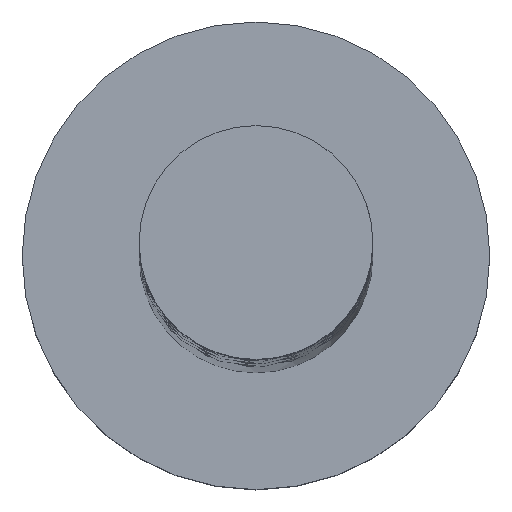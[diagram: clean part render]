
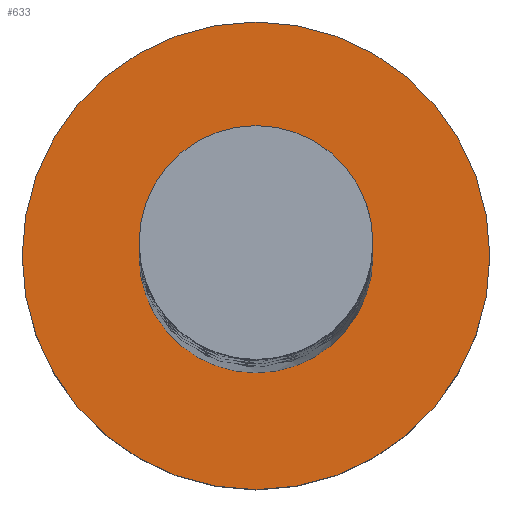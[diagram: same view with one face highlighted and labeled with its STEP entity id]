
A CAD part, top view. The second image highlights one B-rep face of the part: STEP entity #633.
In plain terms, the highlighted planar face has unit normal (0, 0, 1).
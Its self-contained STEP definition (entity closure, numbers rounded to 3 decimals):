
#2 = EDGE_LOOP ( 'NONE', ( #200, #744 ) ) ;
#24 = CARTESIAN_POINT ( 'NONE',  ( 0., 0., 3. ) ) ;
#28 = ORIENTED_EDGE ( 'NONE', *, *, #1303, .F. ) ;
#116 = CARTESIAN_POINT ( 'NONE',  ( 0., 0., 3. ) ) ;
#143 = CIRCLE ( 'NONE', #1073, 4. ) ;
#200 = ORIENTED_EDGE ( 'NONE', *, *, #1180, .T. ) ;
#225 = AXIS2_PLACEMENT_3D ( 'NONE', #1438, #415, #1570 ) ;
#229 = DIRECTION ( 'NONE',  ( 0., 0., 1. ) ) ;
#263 = VERTEX_POINT ( 'NONE', #1281 ) ;
#275 = ORIENTED_EDGE ( 'NONE', *, *, #578, .F. ) ;
#296 = FACE_BOUND ( 'NONE', #658, .T. ) ;
#303 = DIRECTION ( 'NONE',  ( 0., 0., 1. ) ) ;
#347 = DIRECTION ( 'NONE',  ( 1., 0., 0. ) ) ;
#415 = DIRECTION ( 'NONE',  ( 0., 0., 1. ) ) ;
#417 = CARTESIAN_POINT ( 'NONE',  ( -2., 0., 3. ) ) ;
#424 = DIRECTION ( 'NONE',  ( 1., 0., 0. ) ) ;
#462 = CIRCLE ( 'NONE', #565, 2. ) ;
#497 = AXIS2_PLACEMENT_3D ( 'NONE', #116, #229, #1251 ) ;
#498 = DIRECTION ( 'NONE',  ( 0., 0., 1. ) ) ;
#535 = DIRECTION ( 'NONE',  ( 0., 0., 1. ) ) ;
#565 = AXIS2_PLACEMENT_3D ( 'NONE', #1135, #498, #347 ) ;
#578 = EDGE_CURVE ( 'NONE', #866, #1122, #1562, .T. ) ;
#633 = ADVANCED_FACE ( 'NONE', ( #296, #1313 ), #1072, .T. ) ;
#658 = EDGE_LOOP ( 'NONE', ( #275, #28 ) ) ;
#682 = DIRECTION ( 'NONE',  ( 1., 0., 0. ) ) ;
#744 = ORIENTED_EDGE ( 'NONE', *, *, #1410, .T. ) ;
#866 = VERTEX_POINT ( 'NONE', #417 ) ;
#1004 = CARTESIAN_POINT ( 'NONE',  ( -4., 0., 3. ) ) ;
#1072 = PLANE ( 'NONE',  #1213 ) ;
#1073 = AXIS2_PLACEMENT_3D ( 'NONE', #24, #535, #682 ) ;
#1078 = CARTESIAN_POINT ( 'NONE',  ( 2., 0., 3. ) ) ;
#1122 = VERTEX_POINT ( 'NONE', #1078 ) ;
#1135 = CARTESIAN_POINT ( 'NONE',  ( 0., 0., 3. ) ) ;
#1180 = EDGE_CURVE ( 'NONE', #1407, #263, #143, .T. ) ;
#1213 = AXIS2_PLACEMENT_3D ( 'NONE', #1593, #303, #424 ) ;
#1251 = DIRECTION ( 'NONE',  ( 1., 0., 0. ) ) ;
#1281 = CARTESIAN_POINT ( 'NONE',  ( 4., 0., 3. ) ) ;
#1303 = EDGE_CURVE ( 'NONE', #1122, #866, #462, .T. ) ;
#1313 = FACE_OUTER_BOUND ( 'NONE', #2, .T. ) ;
#1407 = VERTEX_POINT ( 'NONE', #1004 ) ;
#1410 = EDGE_CURVE ( 'NONE', #263, #1407, #1566, .T. ) ;
#1438 = CARTESIAN_POINT ( 'NONE',  ( 0., 0., 3. ) ) ;
#1562 = CIRCLE ( 'NONE', #225, 2. ) ;
#1566 = CIRCLE ( 'NONE', #497, 4. ) ;
#1570 = DIRECTION ( 'NONE',  ( 1., 0., 0. ) ) ;
#1593 = CARTESIAN_POINT ( 'NONE',  ( 0., 0., 3. ) ) ;
